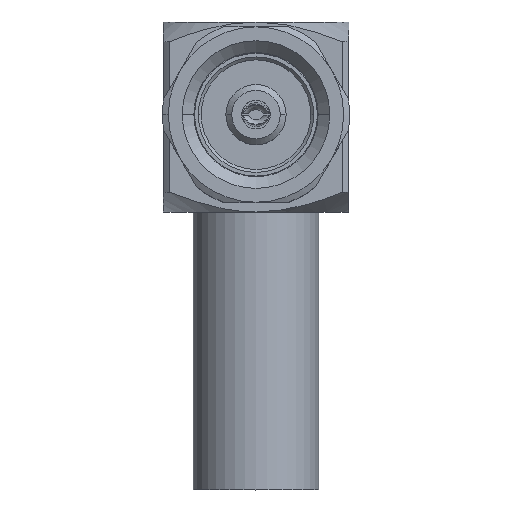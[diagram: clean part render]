
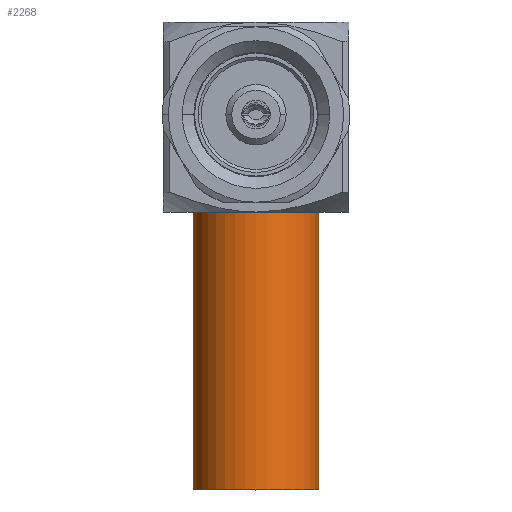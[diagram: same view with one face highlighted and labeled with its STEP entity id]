
A CAD part, top view. The second image highlights one B-rep face of the part: STEP entity #2268.
In plain terms, the highlighted cylindrical face has radius 2.15 mm (diameter 4.3 mm), a partial arc.
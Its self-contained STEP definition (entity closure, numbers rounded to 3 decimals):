
#48 = AXIS2_PLACEMENT_3D ( 'NONE', #1990, #2060, #1246 ) ;
#140 = DIRECTION ( 'NONE',  ( 0., -1., 0. ) ) ;
#188 = EDGE_LOOP ( 'NONE', ( #2673, #2842, #744, #287 ) ) ;
#287 = ORIENTED_EDGE ( 'NONE', *, *, #4956, .F. ) ;
#317 = AXIS2_PLACEMENT_3D ( 'NONE', #976, #631, #2484 ) ;
#471 = VERTEX_POINT ( 'NONE', #3145 ) ;
#631 = DIRECTION ( 'NONE',  ( 0., -1., 0. ) ) ;
#744 = ORIENTED_EDGE ( 'NONE', *, *, #2277, .F. ) ;
#895 = CARTESIAN_POINT ( 'NONE',  ( -2.15, -3.32, -9.025 ) ) ;
#976 = CARTESIAN_POINT ( 'NONE',  ( 0., -12.82, -9.025 ) ) ;
#1012 = VERTEX_POINT ( 'NONE', #1141 ) ;
#1115 = AXIS2_PLACEMENT_3D ( 'NONE', #4032, #3578, #4098 ) ;
#1141 = CARTESIAN_POINT ( 'NONE',  ( -2.15, -12.82, -9.025 ) ) ;
#1246 = DIRECTION ( 'NONE',  ( 1., 0., 0. ) ) ;
#1270 = CIRCLE ( 'NONE', #1115, 2.15 ) ;
#1570 = DIRECTION ( 'NONE',  ( 0., -1., 0. ) ) ;
#1950 = CARTESIAN_POINT ( 'NONE',  ( -2.15, -14.23, -9.025 ) ) ;
#1990 = CARTESIAN_POINT ( 'NONE',  ( 0., -14.23, -9.025 ) ) ;
#2060 = DIRECTION ( 'NONE',  ( 0., -1., 0. ) ) ;
#2268 = ADVANCED_FACE ( 'NONE', ( #5013 ), #2504, .T. ) ;
#2277 = EDGE_CURVE ( 'NONE', #471, #1012, #3561, .T. ) ;
#2289 = VECTOR ( 'NONE', #1570, 1000. ) ;
#2327 = VECTOR ( 'NONE', #140, 1000. ) ;
#2442 = CARTESIAN_POINT ( 'NONE',  ( 2.15, -3.32, -9.025 ) ) ;
#2484 = DIRECTION ( 'NONE',  ( 1., 0., 0. ) ) ;
#2504 = CYLINDRICAL_SURFACE ( 'NONE', #48, 2.15 ) ;
#2673 = ORIENTED_EDGE ( 'NONE', *, *, #4071, .F. ) ;
#2842 = ORIENTED_EDGE ( 'NONE', *, *, #3334, .T. ) ;
#2909 = CARTESIAN_POINT ( 'NONE',  ( 2.15, -14.23, -9.025 ) ) ;
#3145 = CARTESIAN_POINT ( 'NONE',  ( 2.15, -12.82, -9.025 ) ) ;
#3334 = EDGE_CURVE ( 'NONE', #3397, #1012, #4429, .T. ) ;
#3386 = LINE ( 'NONE', #2909, #2327 ) ;
#3397 = VERTEX_POINT ( 'NONE', #895 ) ;
#3561 = CIRCLE ( 'NONE', #317, 2.15 ) ;
#3578 = DIRECTION ( 'NONE',  ( 0., 1., 0. ) ) ;
#4032 = CARTESIAN_POINT ( 'NONE',  ( 0., -3.32, -9.025 ) ) ;
#4071 = EDGE_CURVE ( 'NONE', #3397, #4312, #1270, .T. ) ;
#4098 = DIRECTION ( 'NONE',  ( 0., 0., 1. ) ) ;
#4312 = VERTEX_POINT ( 'NONE', #2442 ) ;
#4429 = LINE ( 'NONE', #1950, #2289 ) ;
#4956 = EDGE_CURVE ( 'NONE', #4312, #471, #3386, .T. ) ;
#5013 = FACE_OUTER_BOUND ( 'NONE', #188, .T. ) ;
